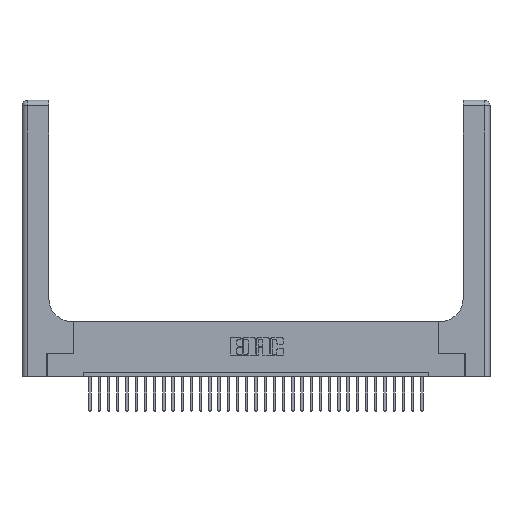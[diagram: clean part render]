
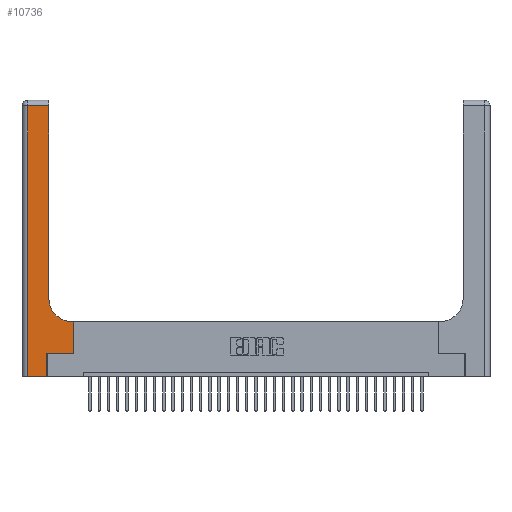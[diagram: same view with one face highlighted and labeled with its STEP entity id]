
A CAD part, top view. The second image highlights one B-rep face of the part: STEP entity #10736.
In plain terms, the highlighted planar face has unit normal (0, 0, 1).
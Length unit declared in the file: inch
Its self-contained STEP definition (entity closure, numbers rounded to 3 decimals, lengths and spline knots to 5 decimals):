
#1113 = DIRECTION ( 'NONE',  ( 0., -1., 0. ) ) ;
#1252 = VERTEX_POINT ( 'NONE', #28501 ) ;
#1346 = CARTESIAN_POINT ( 'NONE',  ( 0.269, 0.25, 0.37 ) ) ;
#3130 = CIRCLE ( 'NONE', #31628, 0.25 ) ;
#3715 = CARTESIAN_POINT ( 'NONE',  ( 0., 2.94, 0.37 ) ) ;
#3718 = DIRECTION ( 'NONE',  ( 0., 1., 0. ) ) ;
#4063 = CARTESIAN_POINT ( 'NONE',  ( 0.269, 0., 0.37 ) ) ;
#4068 = DIRECTION ( 'NONE',  ( 1., 0., 0. ) ) ;
#4101 = EDGE_CURVE ( 'NONE', #4623, #26827, #14275, .T. ) ;
#4528 = VECTOR ( 'NONE', #15073, 39.37008 ) ;
#4541 = VERTEX_POINT ( 'NONE', #4716 ) ;
#4623 = VERTEX_POINT ( 'NONE', #32237 ) ;
#4716 = CARTESIAN_POINT ( 'NONE',  ( 0.5585, 0.25, 0.37 ) ) ;
#4741 = LINE ( 'NONE', #27419, #25547 ) ;
#4965 = DIRECTION ( 'NONE',  ( -1., 0., 0. ) ) ;
#5751 = CARTESIAN_POINT ( 'NONE',  ( 0.5415, 0.85, 0.37 ) ) ;
#6054 = EDGE_CURVE ( 'NONE', #26827, #30109, #3130, .T. ) ;
#6201 = DIRECTION ( 'NONE',  ( 0., 0., -1. ) ) ;
#6379 = VECTOR ( 'NONE', #26975, 39.37008 ) ;
#8472 = ORIENTED_EDGE ( 'NONE', *, *, #4101, .T. ) ;
#8988 = EDGE_CURVE ( 'NONE', #12667, #4541, #19698, .T. ) ;
#9076 = DIRECTION ( 'NONE',  ( 0., 0., -1. ) ) ;
#9567 = EDGE_CURVE ( 'NONE', #1252, #28470, #23341, .T. ) ;
#9742 = ORIENTED_EDGE ( 'NONE', *, *, #30139, .T. ) ;
#9804 = EDGE_CURVE ( 'NONE', #4541, #4623, #11424, .T. ) ;
#9850 = VECTOR ( 'NONE', #4965, 39.37008 ) ;
#10271 = ORIENTED_EDGE ( 'NONE', *, *, #9804, .T. ) ;
#10615 = CARTESIAN_POINT ( 'NONE',  ( 0.2915, 0.85, 0.37 ) ) ;
#10736 = ADVANCED_FACE ( 'NONE', ( #13372 ), #12028, .F. ) ;
#10960 = DIRECTION ( 'NONE',  ( 1., 0., 0. ) ) ;
#11424 = LINE ( 'NONE', #13250, #16727 ) ;
#12028 = PLANE ( 'NONE',  #29588 ) ;
#12545 = LINE ( 'NONE', #21607, #15773 ) ;
#12667 = VERTEX_POINT ( 'NONE', #20690 ) ;
#12984 = VERTEX_POINT ( 'NONE', #4063 ) ;
#13250 = CARTESIAN_POINT ( 'NONE',  ( 0.5585, 0.25, 0.37 ) ) ;
#13372 = FACE_OUTER_BOUND ( 'NONE', #24800, .T. ) ;
#13561 = CARTESIAN_POINT ( 'NONE',  ( 0.06, 0., 0.37 ) ) ;
#14250 = ORIENTED_EDGE ( 'NONE', *, *, #22130, .T. ) ;
#14275 = LINE ( 'NONE', #25936, #4528 ) ;
#15073 = DIRECTION ( 'NONE',  ( -1., 0., 0. ) ) ;
#15773 = VECTOR ( 'NONE', #3718, 39.37008 ) ;
#15922 = ORIENTED_EDGE ( 'NONE', *, *, #6054, .T. ) ;
#16537 = CARTESIAN_POINT ( 'NONE',  ( 0.2915, 3., 0.37 ) ) ;
#16727 = VECTOR ( 'NONE', #27221, 39.37008 ) ;
#17630 = ORIENTED_EDGE ( 'NONE', *, *, #9567, .T. ) ;
#17868 = ORIENTED_EDGE ( 'NONE', *, *, #8988, .T. ) ;
#17960 = CARTESIAN_POINT ( 'NONE',  ( 0.5415, 0.6, 0.37 ) ) ;
#18166 = ORIENTED_EDGE ( 'NONE', *, *, #30251, .T. ) ;
#18562 = LINE ( 'NONE', #18932, #6379 ) ;
#18932 = CARTESIAN_POINT ( 'NONE',  ( 0., 0., 0.37 ) ) ;
#19414 = VECTOR ( 'NONE', #29344, 39.37008 ) ;
#19698 = LINE ( 'NONE', #1346, #32761 ) ;
#20247 = LINE ( 'NONE', #16537, #19414 ) ;
#20690 = CARTESIAN_POINT ( 'NONE',  ( 0.269, 0.25, 0.37 ) ) ;
#21607 = CARTESIAN_POINT ( 'NONE',  ( 0.269, 0., 0.37 ) ) ;
#21987 = CARTESIAN_POINT ( 'NONE',  ( 0., 3., 0.37 ) ) ;
#22130 = EDGE_CURVE ( 'NONE', #12984, #12667, #12545, .T. ) ;
#23341 = LINE ( 'NONE', #3715, #9850 ) ;
#24256 = ORIENTED_EDGE ( 'NONE', *, *, #24558, .T. ) ;
#24558 = EDGE_CURVE ( 'NONE', #28470, #26213, #4741, .T. ) ;
#24800 = EDGE_LOOP ( 'NONE', ( #9742, #17630, #24256, #18166, #14250, #17868, #10271, #8472, #15922 ) ) ;
#25076 = DIRECTION ( 'NONE',  ( -1., 0., 0. ) ) ;
#25547 = VECTOR ( 'NONE', #1113, 39.37008 ) ;
#25936 = CARTESIAN_POINT ( 'NONE',  ( 0.2915, 0.6, 0.37 ) ) ;
#26213 = VERTEX_POINT ( 'NONE', #13561 ) ;
#26827 = VERTEX_POINT ( 'NONE', #17960 ) ;
#26975 = DIRECTION ( 'NONE',  ( 1., 0., 0. ) ) ;
#27221 = DIRECTION ( 'NONE',  ( 0., 1., 0. ) ) ;
#27419 = CARTESIAN_POINT ( 'NONE',  ( 0.06, 3., 0.37 ) ) ;
#28470 = VERTEX_POINT ( 'NONE', #31111 ) ;
#28501 = CARTESIAN_POINT ( 'NONE',  ( 0.2915, 2.94, 0.37 ) ) ;
#29344 = DIRECTION ( 'NONE',  ( 0., 1., 0. ) ) ;
#29588 = AXIS2_PLACEMENT_3D ( 'NONE', #21987, #9076, #25076 ) ;
#30109 = VERTEX_POINT ( 'NONE', #10615 ) ;
#30139 = EDGE_CURVE ( 'NONE', #30109, #1252, #20247, .T. ) ;
#30251 = EDGE_CURVE ( 'NONE', #26213, #12984, #18562, .T. ) ;
#31111 = CARTESIAN_POINT ( 'NONE',  ( 0.06, 2.94, 0.37 ) ) ;
#31628 = AXIS2_PLACEMENT_3D ( 'NONE', #5751, #6201, #10960 ) ;
#32237 = CARTESIAN_POINT ( 'NONE',  ( 0.5585, 0.6, 0.37 ) ) ;
#32761 = VECTOR ( 'NONE', #4068, 39.37008 ) ;
